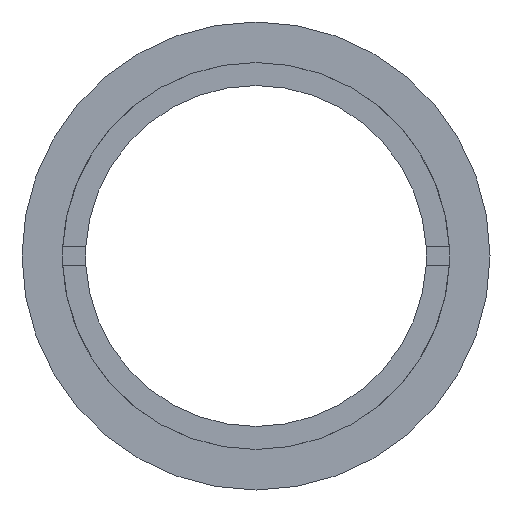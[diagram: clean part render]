
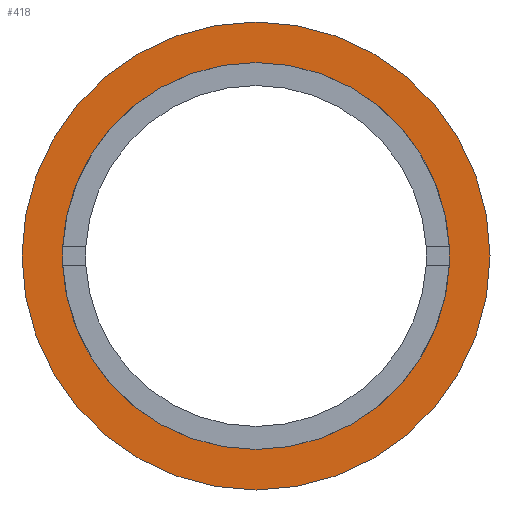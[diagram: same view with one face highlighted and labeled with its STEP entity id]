
A CAD part, front view. The second image highlights one B-rep face of the part: STEP entity #418.
In plain terms, the highlighted planar face has unit normal (0, -1, 0).
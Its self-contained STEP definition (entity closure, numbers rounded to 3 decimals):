
#51 = DIRECTION ( 'NONE',  ( 0., 1., 0. ) ) ;
#129 = DIRECTION ( 'NONE',  ( 0., 0., -1. ) ) ;
#136 = VERTEX_POINT ( 'NONE', #897 ) ;
#185 = EDGE_CURVE ( 'NONE', #136, #886, #307, .T. ) ;
#216 = DIRECTION ( 'NONE',  ( 0., 0., 1. ) ) ;
#219 = VERTEX_POINT ( 'NONE', #730 ) ;
#241 = FACE_OUTER_BOUND ( 'NONE', #271, .T. ) ;
#271 = EDGE_LOOP ( 'NONE', ( #333, #707 ) ) ;
#301 = PLANE ( 'NONE',  #882 ) ;
#307 = CIRCLE ( 'NONE', #659, 25.4 ) ;
#322 = DIRECTION ( 'NONE',  ( 0., 0., 1. ) ) ;
#333 = ORIENTED_EDGE ( 'NONE', *, *, #185, .F. ) ;
#342 = CARTESIAN_POINT ( 'NONE',  ( 0., 5., 0. ) ) ;
#406 = CARTESIAN_POINT ( 'NONE',  ( 0., 5., 0. ) ) ;
#411 = DIRECTION ( 'NONE',  ( 0., 0., 1. ) ) ;
#418 = ADVANCED_FACE ( 'NONE', ( #437, #241 ), #301, .T. ) ;
#429 = AXIS2_PLACEMENT_3D ( 'NONE', #406, #51, #322 ) ;
#437 = FACE_BOUND ( 'NONE', #807, .T. ) ;
#466 = DIRECTION ( 'NONE',  ( 0., 0., 1. ) ) ;
#547 = DIRECTION ( 'NONE',  ( 0., 1., 0. ) ) ;
#563 = CARTESIAN_POINT ( 'NONE',  ( 0., 5., 0. ) ) ;
#600 = VERTEX_POINT ( 'NONE', #1021 ) ;
#605 = CARTESIAN_POINT ( 'NONE',  ( -25.4, 5., 0. ) ) ;
#613 = AXIS2_PLACEMENT_3D ( 'NONE', #342, #1084, #466 ) ;
#659 = AXIS2_PLACEMENT_3D ( 'NONE', #563, #716, #216 ) ;
#707 = ORIENTED_EDGE ( 'NONE', *, *, #724, .F. ) ;
#716 = DIRECTION ( 'NONE',  ( 0., 1., 0. ) ) ;
#724 = EDGE_CURVE ( 'NONE', #886, #136, #1056, .T. ) ;
#730 = CARTESIAN_POINT ( 'NONE',  ( 0., 5., -20.5 ) ) ;
#750 = CIRCLE ( 'NONE', #970, 20.5 ) ;
#807 = EDGE_LOOP ( 'NONE', ( #1148, #1130 ) ) ;
#882 = AXIS2_PLACEMENT_3D ( 'NONE', #605, #1005, #129 ) ;
#886 = VERTEX_POINT ( 'NONE', #930 ) ;
#889 = EDGE_CURVE ( 'NONE', #600, #219, #750, .T. ) ;
#897 = CARTESIAN_POINT ( 'NONE',  ( 0., 5., 25.4 ) ) ;
#907 = CIRCLE ( 'NONE', #613, 20.5 ) ;
#916 = EDGE_CURVE ( 'NONE', #219, #600, #907, .T. ) ;
#930 = CARTESIAN_POINT ( 'NONE',  ( 0., 5., -25.4 ) ) ;
#970 = AXIS2_PLACEMENT_3D ( 'NONE', #1140, #547, #411 ) ;
#1005 = DIRECTION ( 'NONE',  ( 0., -1., 0. ) ) ;
#1021 = CARTESIAN_POINT ( 'NONE',  ( 0., 5., 20.5 ) ) ;
#1056 = CIRCLE ( 'NONE', #429, 25.4 ) ;
#1084 = DIRECTION ( 'NONE',  ( 0., 1., 0. ) ) ;
#1130 = ORIENTED_EDGE ( 'NONE', *, *, #916, .T. ) ;
#1140 = CARTESIAN_POINT ( 'NONE',  ( 0., 5., 0. ) ) ;
#1148 = ORIENTED_EDGE ( 'NONE', *, *, #889, .T. ) ;
